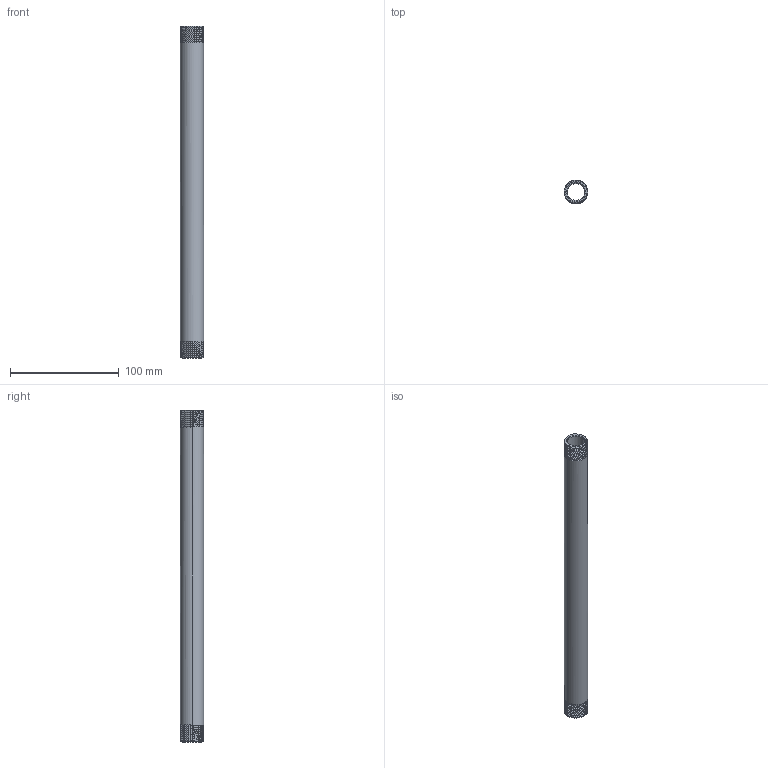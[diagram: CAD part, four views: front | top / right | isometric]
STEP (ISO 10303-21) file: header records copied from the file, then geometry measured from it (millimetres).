
FILE_DESCRIPTION((''),'2;1');
FILE_NAME('190626_ASM','2016-04-29T',('pdmadmin'),(''),'PRO/ENGINEER BY PARAMETRIC TECHNOLOGY CORPORATION, 2016010','PRO/ENGINEER BY PARAMETRIC TECHNOLOGY CORPORATION, 2016010','');
FILE_SCHEMA(('CONFIG_CONTROL_DESIGN'));
Length unit declared in the file: inch
Products named in the file (2): 156141; 190626_ASM
Assembly tree (1 placements, depth 2):
  190626_ASM
    156141
Bounding box: 21.34 x 21.33 x 304.8 mm (x, y, z)
Volume: 49012.9 mm3; surface area: 36853.8 mm2
Topology: 1 solids, 1 shells, 56 faces, 154 edges, 100 vertices
Faces by surface type: cylinder 36, bspline 12, plane 4, cone 4
Entity records: 4539 total; most frequent: CARTESIAN_POINT 3251, ORIENTED_EDGE 308, DIRECTION 168, EDGE_CURVE 154, VERTEX_POINT 100, B_SPLINE_CURVE_WITH_KNOTS 90, EDGE_LOOP 58, AXIS2_PLACEMENT_3D 57
